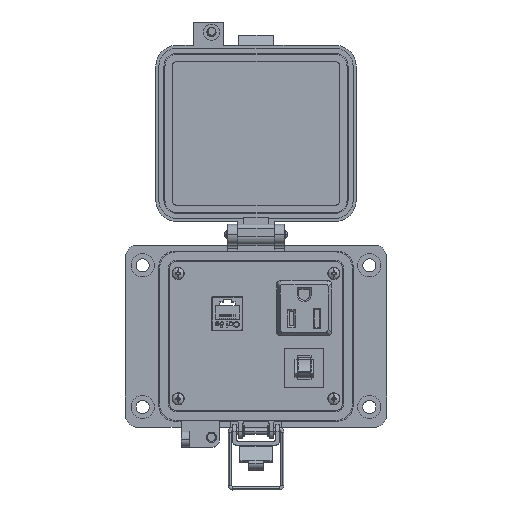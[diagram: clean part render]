
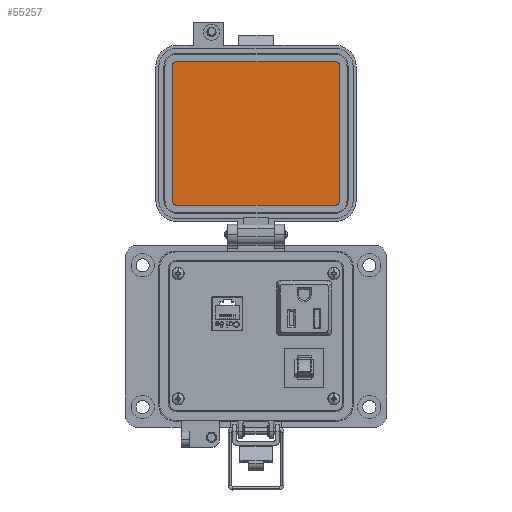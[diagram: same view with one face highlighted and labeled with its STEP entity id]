
A CAD part, top view. The second image highlights one B-rep face of the part: STEP entity #55257.
In plain terms, the highlighted planar face has unit normal (0, 0, 1).
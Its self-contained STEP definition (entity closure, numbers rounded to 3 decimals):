
#637 = DIRECTION ( 'NONE',  ( 0., -1., 0. ) ) ;
#852 = EDGE_CURVE ( 'NONE', #28686, #35261, #26779, .T. ) ;
#1253 = DIRECTION ( 'NONE',  ( 1., 0., 0. ) ) ;
#1980 = DIRECTION ( 'NONE',  ( 0., 0., -1. ) ) ;
#2963 = VECTOR ( 'NONE', #6143, 1000. ) ;
#2986 = FACE_OUTER_BOUND ( 'NONE', #49867, .T. ) ;
#3269 = ORIENTED_EDGE ( 'NONE', *, *, #32999, .F. ) ;
#4232 = CIRCLE ( 'NONE', #53122, 2.299 ) ;
#5292 = CARTESIAN_POINT ( 'NONE',  ( -44.769, 60.004, 19.202 ) ) ;
#5670 = EDGE_CURVE ( 'NONE', #43118, #28686, #21332, .T. ) ;
#6143 = DIRECTION ( 'NONE',  ( 0., 1., 0. ) ) ;
#6254 = DIRECTION ( 'NONE',  ( 1., 0., 0. ) ) ;
#6398 = CIRCLE ( 'NONE', #47152, 2.299 ) ;
#6704 = LINE ( 'NONE', #54331, #2963 ) ;
#7262 = CARTESIAN_POINT ( 'NONE',  ( 39.871, 130.108, 19.202 ) ) ;
#8876 = CIRCLE ( 'NONE', #42389, 2.299 ) ;
#9338 = EDGE_CURVE ( 'NONE', #25459, #40833, #8876, .T. ) ;
#11352 = ORIENTED_EDGE ( 'NONE', *, *, #852, .F. ) ;
#11500 = DIRECTION ( 'NONE',  ( 0., 0., 1. ) ) ;
#11779 = LINE ( 'NONE', #33859, #14492 ) ;
#12047 = AXIS2_PLACEMENT_3D ( 'NONE', #7262, #11500, #46938 ) ;
#12351 = DIRECTION ( 'NONE',  ( -1., 0., 0. ) ) ;
#14113 = CARTESIAN_POINT ( 'NONE',  ( -42.469, 128.688, 19.202 ) ) ;
#14492 = VECTOR ( 'NONE', #12351, 1000. ) ;
#14715 = VECTOR ( 'NONE', #1253, 1000. ) ;
#15635 = ORIENTED_EDGE ( 'NONE', *, *, #9338, .F. ) ;
#15741 = VERTEX_POINT ( 'NONE', #25503 ) ;
#16109 = CARTESIAN_POINT ( 'NONE',  ( 38.212, 60.004, 19.202 ) ) ;
#18738 = CARTESIAN_POINT ( 'NONE',  ( 38.212, 93.196, 19.202 ) ) ;
#19841 = EDGE_CURVE ( 'NONE', #15741, #52433, #6398, .T. ) ;
#21332 = CIRCLE ( 'NONE', #46710, 2.299 ) ;
#21773 = CARTESIAN_POINT ( 'NONE',  ( 35.912, 60.004, 19.202 ) ) ;
#21902 = DIRECTION ( 'NONE',  ( 1., 0., 0. ) ) ;
#25459 = VERTEX_POINT ( 'NONE', #16109 ) ;
#25503 = CARTESIAN_POINT ( 'NONE',  ( -42.469, 57.705, 19.202 ) ) ;
#26779 = LINE ( 'NONE', #44089, #14715 ) ;
#26975 = ORIENTED_EDGE ( 'NONE', *, *, #48537, .F. ) ;
#28264 = ORIENTED_EDGE ( 'NONE', *, *, #45183, .F. ) ;
#28686 = VERTEX_POINT ( 'NONE', #14113 ) ;
#29607 = PLANE ( 'NONE',  #12047 ) ;
#32999 = EDGE_CURVE ( 'NONE', #52300, #25459, #40292, .T. ) ;
#33859 = CARTESIAN_POINT ( 'NONE',  ( -3.279, 57.705, 19.202 ) ) ;
#35213 = DIRECTION ( 'NONE',  ( 0., 0., -1. ) ) ;
#35261 = VERTEX_POINT ( 'NONE', #42481 ) ;
#36030 = DIRECTION ( 'NONE',  ( 0., -1., 0. ) ) ;
#37628 = CARTESIAN_POINT ( 'NONE',  ( 38.212, 126.389, 19.202 ) ) ;
#37940 = DIRECTION ( 'NONE',  ( 0., -1., 0. ) ) ;
#40292 = LINE ( 'NONE', #18738, #43277 ) ;
#40833 = VERTEX_POINT ( 'NONE', #49619 ) ;
#42389 = AXIS2_PLACEMENT_3D ( 'NONE', #21773, #55518, #37940 ) ;
#42481 = CARTESIAN_POINT ( 'NONE',  ( 35.912, 128.688, 19.202 ) ) ;
#43118 = VERTEX_POINT ( 'NONE', #56079 ) ;
#43277 = VECTOR ( 'NONE', #36030, 1000. ) ;
#44089 = CARTESIAN_POINT ( 'NONE',  ( -3.279, 128.688, 19.202 ) ) ;
#45183 = EDGE_CURVE ( 'NONE', #35261, #52300, #4232, .T. ) ;
#45649 = CARTESIAN_POINT ( 'NONE',  ( 35.912, 126.389, 19.202 ) ) ;
#46710 = AXIS2_PLACEMENT_3D ( 'NONE', #47716, #35213, #637 ) ;
#46938 = DIRECTION ( 'NONE',  ( -1., 0., 0. ) ) ;
#47152 = AXIS2_PLACEMENT_3D ( 'NONE', #51702, #47713, #21902 ) ;
#47713 = DIRECTION ( 'NONE',  ( 0., 0., -1. ) ) ;
#47716 = CARTESIAN_POINT ( 'NONE',  ( -42.469, 126.389, 19.202 ) ) ;
#48537 = EDGE_CURVE ( 'NONE', #40833, #15741, #11779, .T. ) ;
#49619 = CARTESIAN_POINT ( 'NONE',  ( 35.912, 57.705, 19.202 ) ) ;
#49867 = EDGE_LOOP ( 'NONE', ( #15635, #3269, #28264, #11352, #55016, #51417, #53606, #26975 ) ) ;
#51417 = ORIENTED_EDGE ( 'NONE', *, *, #55054, .F. ) ;
#51702 = CARTESIAN_POINT ( 'NONE',  ( -42.469, 60.004, 19.202 ) ) ;
#52300 = VERTEX_POINT ( 'NONE', #37628 ) ;
#52433 = VERTEX_POINT ( 'NONE', #5292 ) ;
#53122 = AXIS2_PLACEMENT_3D ( 'NONE', #45649, #1980, #6254 ) ;
#53606 = ORIENTED_EDGE ( 'NONE', *, *, #19841, .F. ) ;
#54331 = CARTESIAN_POINT ( 'NONE',  ( -44.769, 93.196, 19.202 ) ) ;
#55016 = ORIENTED_EDGE ( 'NONE', *, *, #5670, .F. ) ;
#55054 = EDGE_CURVE ( 'NONE', #52433, #43118, #6704, .T. ) ;
#55257 = ADVANCED_FACE ( 'NONE', ( #2986 ), #29607, .T. ) ;
#55518 = DIRECTION ( 'NONE',  ( 0., 0., -1. ) ) ;
#56079 = CARTESIAN_POINT ( 'NONE',  ( -44.769, 126.389, 19.202 ) ) ;
